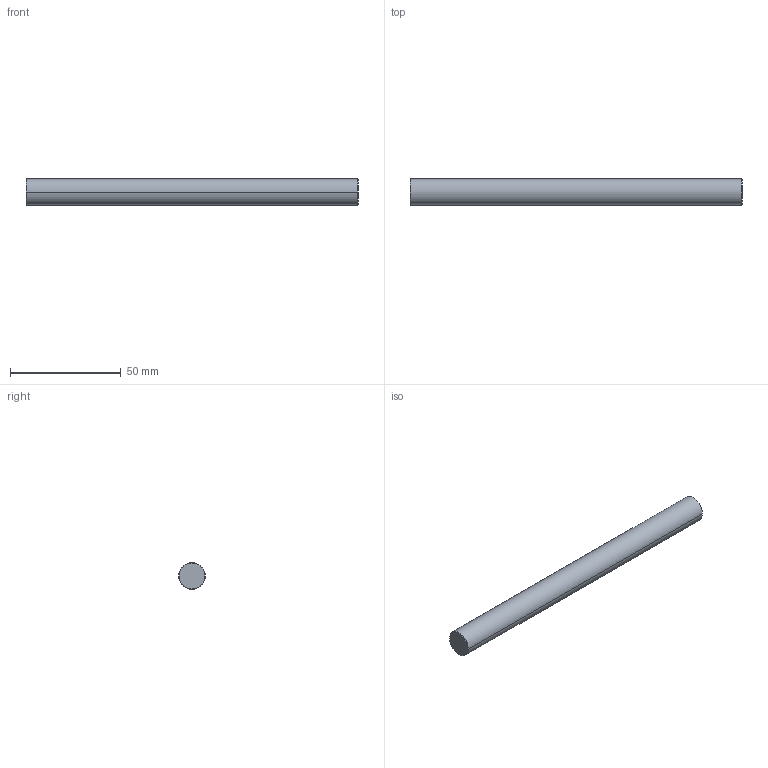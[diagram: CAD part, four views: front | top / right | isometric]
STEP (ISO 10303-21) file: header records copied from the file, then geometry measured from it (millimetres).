
FILE_DESCRIPTION((''),'2;1');
FILE_NAME('2834','2022-01-31T11:08:16',('Gogel'),('Gerresheimer Regensburg GmbH'),'CREO PARAMETRIC BY PTC INC, 2018420','CREO PARAMETRIC BY PTC INC, 2018420','');
FILE_SCHEMA(('AUTOMOTIVE_DESIGN { 1 0 10303 214 1 1 1 1 }'));
Length unit declared in the file: millimetre
Products named in the file (1): 2834
Bounding box: 150 x 12 x 12 mm (x, y, z)
Volume: 16963.1 mm3; surface area: 5872.1 mm2
Topology: 1 solids, 1 shells, 8 faces, 14 edges, 8 vertices
Faces by surface type: cone 4, plane 2, cylinder 2
Entity records: 559 total; most frequent: DIRECTION 64, CARTESIAN_POINT 49, COLOUR_RGB 41, PROPERTY_DEFINITION 35, REPRESENTATION 34, PROPERTY_DEFINITION_REPRESENTATION 34, ORIENTED_EDGE 28, AXIS2_PLACEMENT_3D 26
